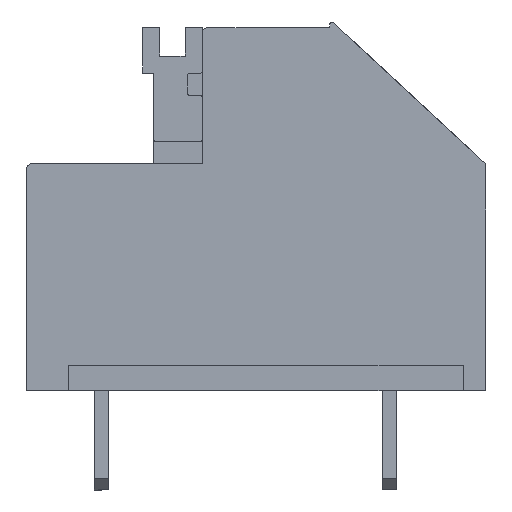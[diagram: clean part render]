
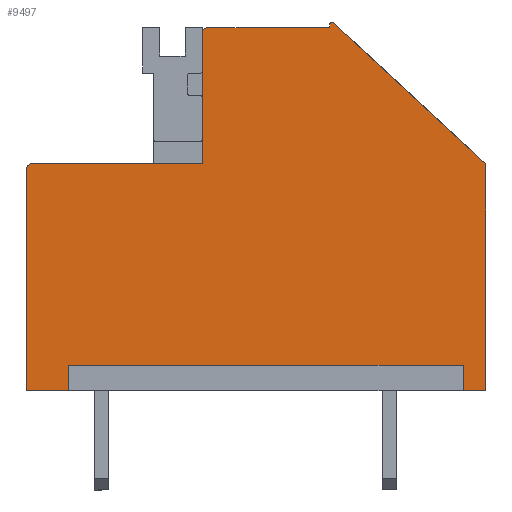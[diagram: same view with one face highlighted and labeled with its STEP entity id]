
A CAD part, front view. The second image highlights one B-rep face of the part: STEP entity #9497.
In plain terms, the highlighted planar face has unit normal (0, -1, 0).
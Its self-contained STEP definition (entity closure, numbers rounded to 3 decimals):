
#197=CIRCLE('',#10096,0.1);
#198=CIRCLE('',#10097,0.2);
#199=CIRCLE('',#10098,0.2);
#865=ORIENTED_EDGE('',*,*,#3519,.T.);
#866=ORIENTED_EDGE('',*,*,#3188,.T.);
#867=ORIENTED_EDGE('',*,*,#3142,.F.);
#868=ORIENTED_EDGE('',*,*,#3301,.F.);
#869=ORIENTED_EDGE('',*,*,#3287,.F.);
#870=ORIENTED_EDGE('',*,*,#3520,.T.);
#871=ORIENTED_EDGE('',*,*,#3513,.F.);
#872=ORIENTED_EDGE('',*,*,#3511,.F.);
#873=ORIENTED_EDGE('',*,*,#3521,.T.);
#874=ORIENTED_EDGE('',*,*,#3504,.F.);
#875=ORIENTED_EDGE('',*,*,#3333,.F.);
#876=ORIENTED_EDGE('',*,*,#3522,.T.);
#877=ORIENTED_EDGE('',*,*,#3491,.F.);
#878=ORIENTED_EDGE('',*,*,#3164,.F.);
#879=ORIENTED_EDGE('',*,*,#3523,.T.);
#3142=EDGE_CURVE('',#4532,#4533,#5448,.T.);
#3164=EDGE_CURVE('',#4553,#4554,#5470,.T.);
#3188=EDGE_CURVE('',#4574,#4533,#5494,.T.);
#3287=EDGE_CURVE('',#4654,#4655,#5585,.T.);
#3301=EDGE_CURVE('',#4655,#4532,#5599,.T.);
#3333=EDGE_CURVE('',#4694,#4695,#5629,.T.);
#3491=EDGE_CURVE('',#4554,#4806,#5773,.T.);
#3504=EDGE_CURVE('',#4695,#4813,#5786,.T.);
#3511=EDGE_CURVE('',#4818,#4819,#5793,.T.);
#3513=EDGE_CURVE('',#4819,#4820,#5795,.T.);
#3519=EDGE_CURVE('',#4822,#4574,#5798,.T.);
#3520=EDGE_CURVE('',#4654,#4820,#197,.F.);
#3521=EDGE_CURVE('',#4818,#4813,#198,.F.);
#3522=EDGE_CURVE('',#4694,#4806,#199,.F.);
#3523=EDGE_CURVE('',#4553,#4822,#5799,.T.);
#4532=VERTEX_POINT('',#13329);
#4533=VERTEX_POINT('',#13331);
#4553=VERTEX_POINT('',#13373);
#4554=VERTEX_POINT('',#13375);
#4574=VERTEX_POINT('',#13420);
#4654=VERTEX_POINT('',#13619);
#4655=VERTEX_POINT('',#13620);
#4694=VERTEX_POINT('',#13706);
#4695=VERTEX_POINT('',#13708);
#4806=VERTEX_POINT('',#14018);
#4813=VERTEX_POINT('',#14039);
#4818=VERTEX_POINT('',#14051);
#4819=VERTEX_POINT('',#14053);
#4820=VERTEX_POINT('',#14057);
#4822=VERTEX_POINT('',#14067);
#5448=LINE('',#13330,#6652);
#5470=LINE('',#13374,#6674);
#5494=LINE('',#13419,#6698);
#5585=LINE('',#13618,#6789);
#5599=LINE('',#13645,#6803);
#5629=LINE('',#13707,#6833);
#5773=LINE('',#14017,#6977);
#5786=LINE('',#14038,#6990);
#5793=LINE('',#14052,#6997);
#5795=LINE('',#14056,#6999);
#5798=LINE('',#14066,#7002);
#5799=LINE('',#14071,#7003);
#6652=VECTOR('',#10714,1000.);
#6674=VECTOR('',#10738,1000.);
#6698=VECTOR('',#10764,1000.);
#6789=VECTOR('',#10911,1000.);
#6803=VECTOR('',#10927,1000.);
#6833=VECTOR('',#10963,1000.);
#6977=VECTOR('',#11217,1000.);
#6990=VECTOR('',#11232,1000.);
#6997=VECTOR('',#11241,1000.);
#6999=VECTOR('',#11245,1000.);
#7002=VECTOR('',#11258,1000.);
#7003=VECTOR('',#11265,1000.);
#7938=EDGE_LOOP('',(#865,#866,#867,#868,#869,#870,#871,#872,#873,#874,#875,
#876,#877,#878,#879));
#8520=FACE_BOUND('',#7938,.T.);
#9078=PLANE('',#10095);
#9497=ADVANCED_FACE('',(#8520),#9078,.F.);
#10095=AXIS2_PLACEMENT_3D('',#14065,#11256,#11257);
#10096=AXIS2_PLACEMENT_3D('',#14068,#11259,#11260);
#10097=AXIS2_PLACEMENT_3D('',#14069,#11261,#11262);
#10098=AXIS2_PLACEMENT_3D('',#14070,#11263,#11264);
#10714=DIRECTION('',(-1.,0.,0.));
#10738=DIRECTION('',(-1.,0.,0.));
#10764=DIRECTION('',(0.,0.,-1.));
#10911=DIRECTION('',(0.734,0.,-0.679));
#10927=DIRECTION('',(0.,0.,-1.));
#10963=DIRECTION('',(1.,0.,0.));
#11217=DIRECTION('',(0.,0.,1.));
#11232=DIRECTION('',(0.,0.,1.));
#11241=DIRECTION('',(1.,0.,0.));
#11245=DIRECTION('',(0.,0.,1.));
#11256=DIRECTION('',(0.,1.,0.));
#11257=DIRECTION('',(0.,0.,1.));
#11258=DIRECTION('',(1.,0.,0.));
#11259=DIRECTION('',(0.,1.,0.));
#11260=DIRECTION('',(0.,0.,1.));
#11261=DIRECTION('',(0.,1.,0.));
#11262=DIRECTION('',(0.,0.,1.));
#11263=DIRECTION('',(0.,1.,0.));
#11264=DIRECTION('',(0.,0.,1.));
#11265=DIRECTION('',(0.,0.,1.));
#13329=CARTESIAN_POINT('',(16.2,0.,0.));
#13330=CARTESIAN_POINT('',(16.2,0.,0.));
#13331=CARTESIAN_POINT('',(15.4,0.,0.));
#13373=CARTESIAN_POINT('',(1.5,0.,0.));
#13374=CARTESIAN_POINT('',(16.2,0.,0.));
#13375=CARTESIAN_POINT('',(0.,0.,0.));
#13419=CARTESIAN_POINT('',(15.4,0.,0.9));
#13420=CARTESIAN_POINT('',(15.4,0.,0.9));
#13618=CARTESIAN_POINT('',(10.8,0.,13.));
#13619=CARTESIAN_POINT('',(10.8,0.,13.));
#13620=CARTESIAN_POINT('',(16.2,0.,8.));
#13645=CARTESIAN_POINT('',(16.2,0.,8.));
#13706=CARTESIAN_POINT('',(0.2,0.,8.));
#13707=CARTESIAN_POINT('',(0.,0.,8.));
#13708=CARTESIAN_POINT('',(6.2,0.,8.));
#14017=CARTESIAN_POINT('',(0.,0.,0.));
#14018=CARTESIAN_POINT('',(0.,0.,7.8));
#14038=CARTESIAN_POINT('',(6.2,0.,8.));
#14039=CARTESIAN_POINT('',(6.2,0.,12.6));
#14051=CARTESIAN_POINT('',(6.4,0.,12.8));
#14052=CARTESIAN_POINT('',(6.2,0.,12.8));
#14053=CARTESIAN_POINT('',(10.7,0.,12.8));
#14056=CARTESIAN_POINT('',(10.7,0.,12.8));
#14057=CARTESIAN_POINT('',(10.7,0.,12.9));
#14065=CARTESIAN_POINT('',(0.,0.,0.));
#14066=CARTESIAN_POINT('',(1.5,0.,0.9));
#14067=CARTESIAN_POINT('',(1.5,0.,0.9));
#14068=CARTESIAN_POINT('',(10.8,0.,12.9));
#14069=CARTESIAN_POINT('',(6.4,0.,12.6));
#14070=CARTESIAN_POINT('',(0.2,0.,7.8));
#14071=CARTESIAN_POINT('',(1.5,0.,0.));
